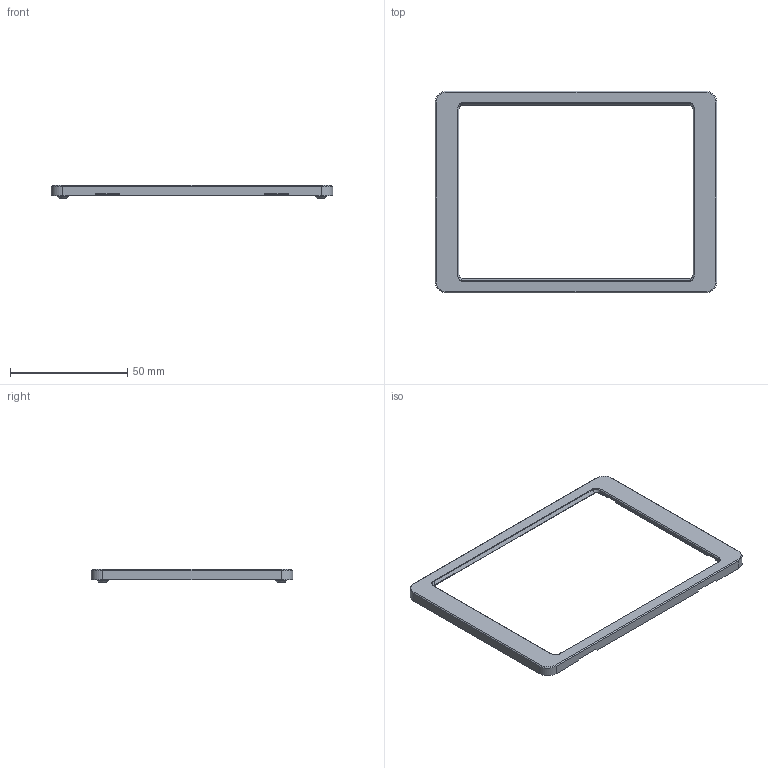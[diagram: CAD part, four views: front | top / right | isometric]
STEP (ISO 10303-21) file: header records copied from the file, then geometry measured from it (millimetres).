
FILE_DESCRIPTION (( 'STEP AP203' ), '1' );
FILE_NAME ('25c-p003b diffuser bezel.step', '2025-07-23T03:00:41', ( '' ), ( '' ), 'SwSTEP 2.0', 'SolidWorks 2024', '' );
FILE_SCHEMA (( 'CONFIG_CONTROL_DESIGN' ));
Length unit declared in the file: millimetre
Products named in the file (1): 25c-p003b diffuser bezel
Bounding box: 120 x 86 x 5.6 mm (x, y, z)
Volume: 9186.1 mm3; surface area: 9051.9 mm2
Topology: 1 solids, 1 shells, 195 faces, 464 edges, 280 vertices
Faces by surface type: plane 77, cylinder 72, cone 42, bspline 4
Entity records: 6043 total; most frequent: CARTESIAN_POINT 1364, DIRECTION 1028, ORIENTED_EDGE 928, EDGE_CURVE 464, AXIS2_PLACEMENT_3D 392, VERTEX_POINT 280, VECTOR 244, LINE 244
